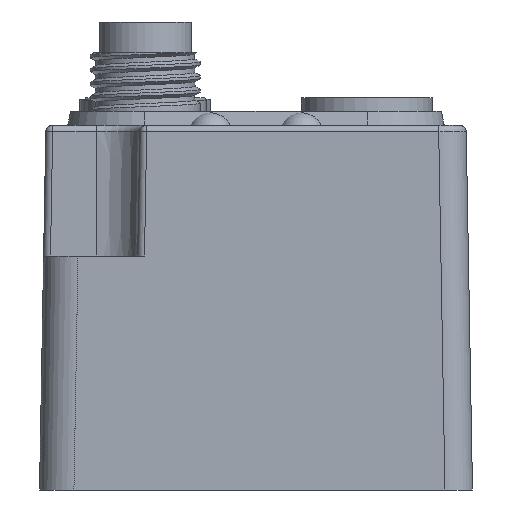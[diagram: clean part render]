
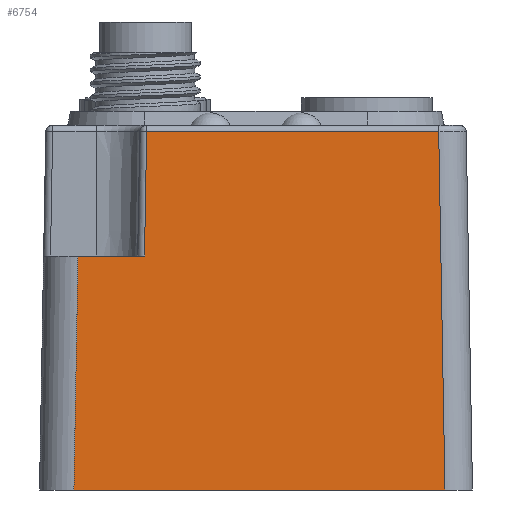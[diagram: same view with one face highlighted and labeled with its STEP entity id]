
A CAD part, front view. The second image highlights one B-rep face of the part: STEP entity #6754.
In plain terms, the highlighted planar face has unit normal (0, -1, 0.018).
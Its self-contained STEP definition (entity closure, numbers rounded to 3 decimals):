
#6754=ADVANCED_FACE('',(#7757),#7411,.T.);
#7411=PLANE('',#14696);
#7757=FACE_OUTER_BOUND('',#8265,.T.);
#8265=EDGE_LOOP('',(#9557,#9558,#9559,#9560,#9561,#9562));
#9557=ORIENTED_EDGE('',*,*,#12639,.T.);
#9558=ORIENTED_EDGE('',*,*,#12437,.F.);
#9559=ORIENTED_EDGE('',*,*,#12640,.T.);
#9560=ORIENTED_EDGE('',*,*,#12631,.T.);
#9561=ORIENTED_EDGE('',*,*,#12625,.T.);
#9562=ORIENTED_EDGE('',*,*,#12628,.T.);
#11558=VERTEX_POINT('',#18781);
#11559=VERTEX_POINT('',#18783);
#11688=VERTEX_POINT('',#19180);
#11693=VERTEX_POINT('',#19197);
#11694=VERTEX_POINT('',#19204);
#11696=VERTEX_POINT('',#19210);
#12437=EDGE_CURVE('',#11558,#11559,#13634,.T.);
#12625=EDGE_CURVE('',#11688,#11693,#13753,.T.);
#12628=EDGE_CURVE('',#11693,#11694,#13754,.T.);
#12631=EDGE_CURVE('',#11696,#11688,#13755,.T.);
#12639=EDGE_CURVE('',#11694,#11559,#13758,.T.);
#12640=EDGE_CURVE('',#11558,#11696,#13759,.T.);
#13634=LINE('',#18782,#14092);
#13753=LINE('',#19198,#14211);
#13754=LINE('',#19203,#14212);
#13755=LINE('',#19209,#14213);
#13758=LINE('',#19240,#14216);
#13759=LINE('',#19242,#14217);
#14092=VECTOR('',#15814,1.);
#14211=VECTOR('',#16225,1.);
#14212=VECTOR('',#16234,1.);
#14213=VECTOR('',#16241,1.);
#14216=VECTOR('',#16274,1.);
#14217=VECTOR('',#16277,1.);
#14696=AXIS2_PLACEMENT_3D('',#19243,#16278,#16279);
#15814=DIRECTION('',(-1.,0.,0.));
#16225=DIRECTION('',(-0.017,-0.017,-1.));
#16234=DIRECTION('',(-1.,0.,0.));
#16241=DIRECTION('',(-1.,0.,0.));
#16274=DIRECTION('',(-0.017,-0.017,-1.));
#16277=DIRECTION('',(-0.017,0.017,1.));
#16278=DIRECTION('',(0.,-1.,0.017));
#16279=DIRECTION('',(0.,-0.017,-1.));
#18781=CARTESIAN_POINT('',(173.623,-202.263,-26.5));
#18782=CARTESIAN_POINT('',(159.896,-202.263,-26.5));
#18783=CARTESIAN_POINT('',(146.669,-202.263,-26.5));
#19180=CARTESIAN_POINT('',(151.953,-201.809,-0.491));
#19197=CARTESIAN_POINT('',(151.796,-201.966,-9.5));
#19198=CARTESIAN_POINT('',(151.729,-202.034,-13.357));
#19203=CARTESIAN_POINT('',(147.546,-201.966,-9.5));
#19204=CARTESIAN_POINT('',(146.966,-201.966,-9.5));
#19209=CARTESIAN_POINT('',(159.896,-201.809,-0.491));
#19210=CARTESIAN_POINT('',(173.169,-201.809,-0.491));
#19240=CARTESIAN_POINT('',(146.9,-202.032,-13.276));
#19242=CARTESIAN_POINT('',(173.392,-202.032,-13.267));
#19243=CARTESIAN_POINT('',(159.896,-202.036,-13.5));
